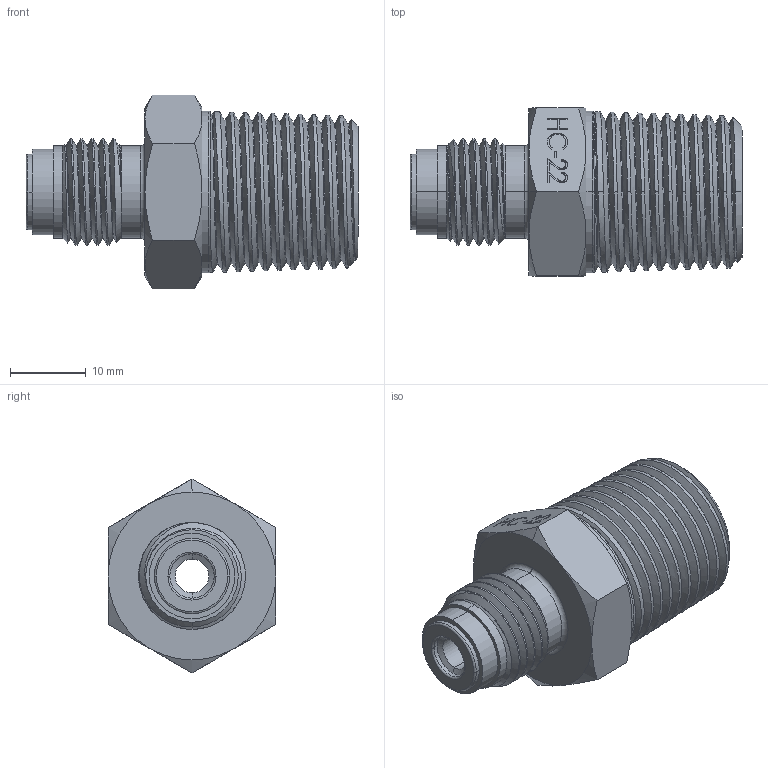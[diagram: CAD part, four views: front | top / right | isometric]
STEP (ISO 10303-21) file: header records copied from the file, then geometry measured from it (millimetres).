
FILE_DESCRIPTION (( 'STEP AP203' ), '1' );
FILE_NAME ('AD-84H-MMFS.step', '2025-11-14T12:27:41', ( '' ), ( '' ), 'SwSTEP 2.0', 'SolidWorks 2018', '' );
FILE_SCHEMA (( 'CONFIG_CONTROL_DESIGN' ));
Length unit declared in the file: inch
Products named in the file (1): AD-84H-MMFS
Bounding box: 43.94 x 22.23 x 25.66 mm (x, y, z)
Volume: 10826.7 mm3; surface area: 4779.5 mm2
Topology: 1 solids, 1 shells, 152 faces, 391 edges, 250 vertices
Faces by surface type: cone 48, plane 47, bspline 27, cylinder 24, torus 6
Entity records: 13935 total; most frequent: CARTESIAN_POINT 10507, ORIENTED_EDGE 782, DIRECTION 558, EDGE_CURVE 391, VERTEX_POINT 250, AXIS2_PLACEMENT_3D 191, VECTOR 176, LINE 176
